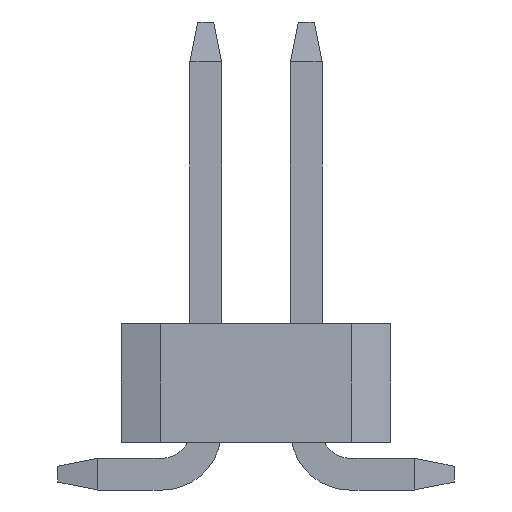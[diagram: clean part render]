
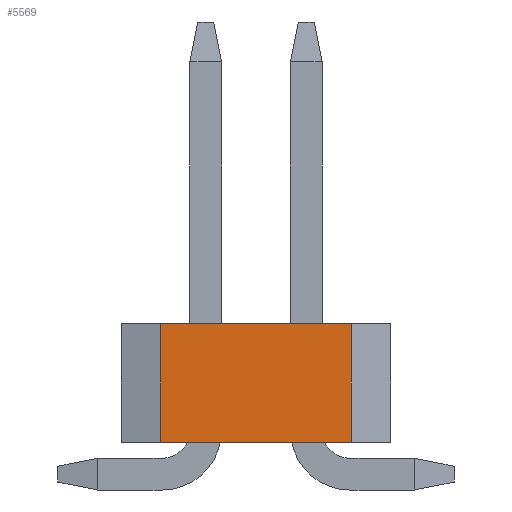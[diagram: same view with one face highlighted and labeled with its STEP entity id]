
A CAD part, front view. The second image highlights one B-rep face of the part: STEP entity #5569.
In plain terms, the highlighted face is planar.
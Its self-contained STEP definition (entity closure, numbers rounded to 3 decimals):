
#332=ORIENTED_EDGE('',*,*,#1420,.F.);
#333=ORIENTED_EDGE('',*,*,#1348,.T.);
#334=ORIENTED_EDGE('',*,*,#1421,.T.);
#335=ORIENTED_EDGE('',*,*,#1379,.T.);
#1348=EDGE_CURVE('',#1890,#1891,#2278,.T.);
#1379=EDGE_CURVE('',#1919,#1918,#2309,.T.);
#1420=EDGE_CURVE('',#1890,#1918,#2350,.T.);
#1421=EDGE_CURVE('',#1891,#1919,#2351,.T.);
#1890=VERTEX_POINT('',#7337);
#1891=VERTEX_POINT('',#7338);
#1918=VERTEX_POINT('',#7403);
#1919=VERTEX_POINT('',#7405);
#2278=LINE('',#7336,#2820);
#2309=LINE('',#7404,#2851);
#2350=LINE('',#7481,#2892);
#2351=LINE('',#7482,#2893);
#2820=VECTOR('',#6208,1000.);
#2851=VECTOR('',#6255,1000.);
#2892=VECTOR('',#6322,1000.);
#2893=VECTOR('',#6323,1000.);
#3287=EDGE_LOOP('',(#332,#333,#334,#335));
#3523=FACE_BOUND('',#3287,.T.);
#3759=PLANE('',#5804);
#5569=ADVANCED_FACE('',(#3523),#3759,.T.);
#5804=AXIS2_PLACEMENT_3D('',#7480,#6320,#6321);
#6208=DIRECTION('',(0.,0.,-1.));
#6255=DIRECTION('',(0.,0.,1.));
#6320=DIRECTION('',(1.,0.,0.));
#6321=DIRECTION('',(0.,0.,-1.));
#6322=DIRECTION('',(0.,1.,0.));
#6323=DIRECTION('',(0.,1.,0.));
#7336=CARTESIAN_POINT('',(2.54,-1.2,0.75));
#7337=CARTESIAN_POINT('',(2.54,-1.2,0.75));
#7338=CARTESIAN_POINT('',(2.54,-1.2,-0.75));
#7403=CARTESIAN_POINT('',(2.54,1.2,0.75));
#7404=CARTESIAN_POINT('',(2.54,1.2,0.75));
#7405=CARTESIAN_POINT('',(2.54,1.2,-0.75));
#7480=CARTESIAN_POINT('',(2.54,-1.7,0.75));
#7481=CARTESIAN_POINT('',(2.54,-1.7,0.75));
#7482=CARTESIAN_POINT('',(2.54,-1.7,-0.75));
